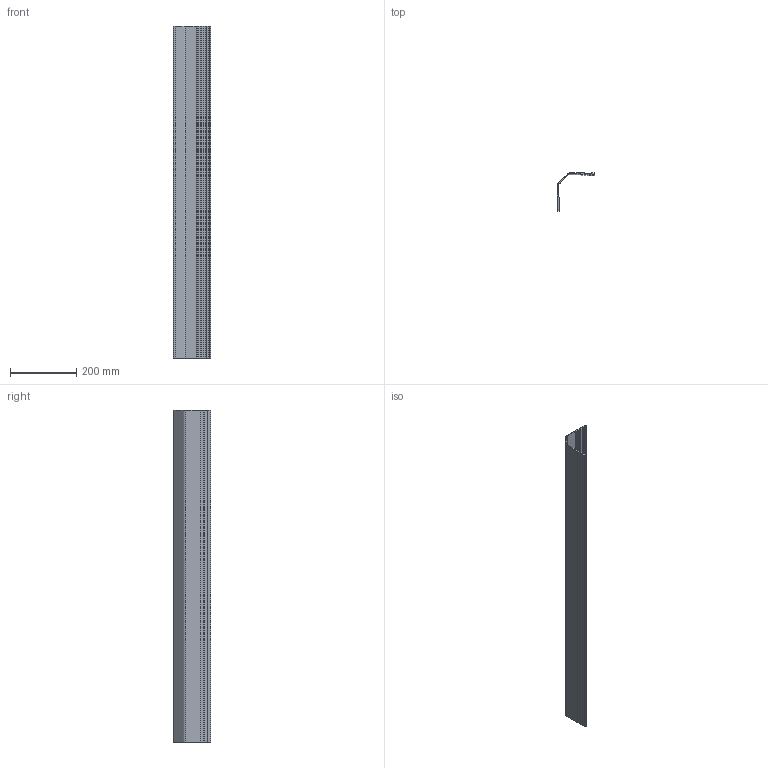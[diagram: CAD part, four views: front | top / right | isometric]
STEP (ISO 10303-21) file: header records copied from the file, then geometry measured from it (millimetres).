
FILE_DESCRIPTION (( 'STEP AP203' ), '1' );
FILE_NAME ('StyroTRIM-LGE Wall Capping.STEP', '2014-01-11T05:16:21', ( 'John Massey' ), ( 'Microsoft' ), 'SwSTEP 2.0', 'SolidWorks 2014', '' );
FILE_SCHEMA (( 'CONFIG_CONTROL_DESIGN' ));
Length unit declared in the file: millimetre
Products named in the file (1): StyroTRIM-LGE Wall Capping
Bounding box: 113 x 113 x 1000 mm (x, y, z)
Volume: 799010.4 mm3; surface area: 429442.9 mm2
Topology: 1 solids, 1 shells, 77 faces, 225 edges, 150 vertices
Faces by surface type: plane 64, cylinder 13
Entity records: 2602 total; most frequent: CARTESIAN_POINT 453, ORIENTED_EDGE 450, DIRECTION 407, EDGE_CURVE 225, VECTOR 199, LINE 199, VERTEX_POINT 150, AXIS2_PLACEMENT_3D 104
